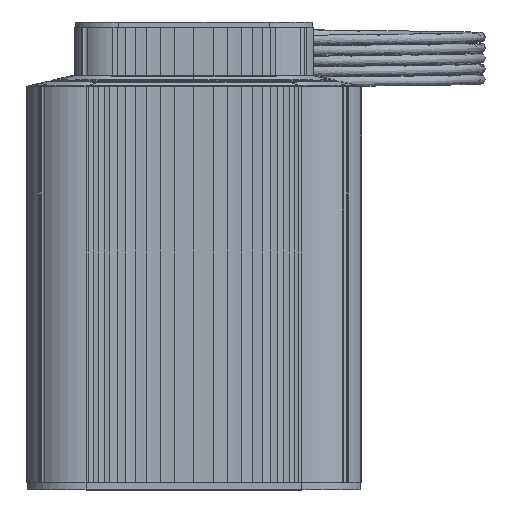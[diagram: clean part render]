
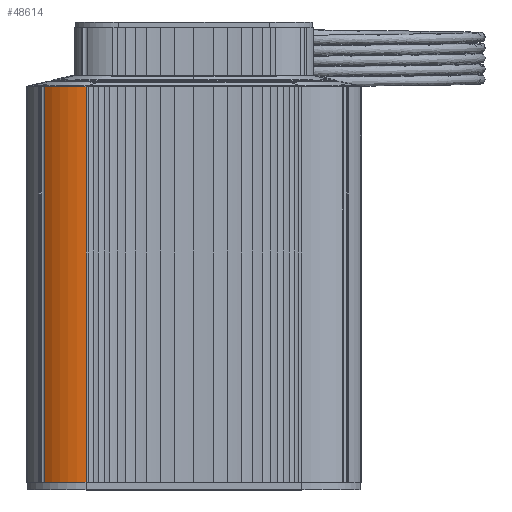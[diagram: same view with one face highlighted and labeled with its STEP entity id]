
A CAD part, top view. The second image highlights one B-rep face of the part: STEP entity #48614.
In plain terms, the highlighted cylindrical face has radius 32.5 mm (diameter 65 mm), a partial arc.
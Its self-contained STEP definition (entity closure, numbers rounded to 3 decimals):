
#47337 = EDGE_CURVE ( 'NONE', #47494, #47338, #70953, .T. ) ;
#47338 = VERTEX_POINT ( 'NONE', #70948 ) ;
#47494 = VERTEX_POINT ( 'NONE', #71097 ) ;
#48424 = VERTEX_POINT ( 'NONE', #72169 ) ;
#48427 = EDGE_CURVE ( 'NONE', #48430, #48424, #72168, .T. ) ;
#48430 = VERTEX_POINT ( 'NONE', #72163 ) ;
#48614 = ADVANCED_FACE ( 'NONE', ( #72398 ), #72396, .T. ) ;
#48615 = EDGE_LOOP ( 'NONE', ( #48616, #48617, #48621, #48624 ) ) ;
#48616 = ORIENTED_EDGE ( 'NONE', *, *, #47337, .F. ) ;
#48617 = ORIENTED_EDGE ( 'NONE', *, *, #48619, .T. ) ;
#48619 = EDGE_CURVE ( 'NONE', #47494, #48430, #72397, .T. ) ;
#48621 = ORIENTED_EDGE ( 'NONE', *, *, #48427, .T. ) ;
#48624 = ORIENTED_EDGE ( 'NONE', *, *, #48626, .F. ) ;
#48626 = EDGE_CURVE ( 'NONE', #47338, #48424, #72388, .T. ) ;
#70948 = CARTESIAN_POINT ( 'NONE',  ( -56.5, -207., -32.5 ) ) ;
#70949 = DIRECTION ( 'NONE',  ( 0., 0., 1. ) ) ;
#70950 = DIRECTION ( 'NONE',  ( 0., -1., 0. ) ) ;
#70951 = CARTESIAN_POINT ( 'NONE',  ( -56.5, -207., 0. ) ) ;
#70952 = AXIS2_PLACEMENT_3D ( 'NONE', #70951, #70950, #70949 ) ;
#70953 = CIRCLE ( 'NONE', #70952, 32.5 ) ;
#71097 = CARTESIAN_POINT ( 'NONE',  ( -78.021, -207., -24.353 ) ) ;
#72163 = CARTESIAN_POINT ( 'NONE',  ( -78.021, 0., -24.353 ) ) ;
#72164 = DIRECTION ( 'NONE',  ( 0., 0., 1. ) ) ;
#72165 = DIRECTION ( 'NONE',  ( 0., -1., 0. ) ) ;
#72166 = CARTESIAN_POINT ( 'NONE',  ( -56.5, 0., 0. ) ) ;
#72167 = AXIS2_PLACEMENT_3D ( 'NONE', #72166, #72165, #72164 ) ;
#72168 = CIRCLE ( 'NONE', #72167, 32.5 ) ;
#72169 = CARTESIAN_POINT ( 'NONE',  ( -56.5, 0., -32.5 ) ) ;
#72385 = DIRECTION ( 'NONE',  ( 0., 1., 0. ) ) ;
#72386 = VECTOR ( 'NONE', #72385, 1000. ) ;
#72387 = CARTESIAN_POINT ( 'NONE',  ( -56.5, -207., -32.5 ) ) ;
#72388 = LINE ( 'NONE', #72387, #72386 ) ;
#72389 = DIRECTION ( 'NONE',  ( 0., 1., 0. ) ) ;
#72390 = VECTOR ( 'NONE', #72389, 1000. ) ;
#72391 = CARTESIAN_POINT ( 'NONE',  ( -78.021, -207., -24.353 ) ) ;
#72392 = DIRECTION ( 'NONE',  ( 0., 0., 1. ) ) ;
#72393 = DIRECTION ( 'NONE',  ( 0., 1., 0. ) ) ;
#72394 = CARTESIAN_POINT ( 'NONE',  ( -56.5, -207., 0. ) ) ;
#72395 = AXIS2_PLACEMENT_3D ( 'NONE', #72394, #72393, #72392 ) ;
#72396 = CYLINDRICAL_SURFACE ( 'NONE', #72395, 32.5 ) ;
#72397 = LINE ( 'NONE', #72391, #72390 ) ;
#72398 = FACE_OUTER_BOUND ( 'NONE', #48615, .T. ) ;
